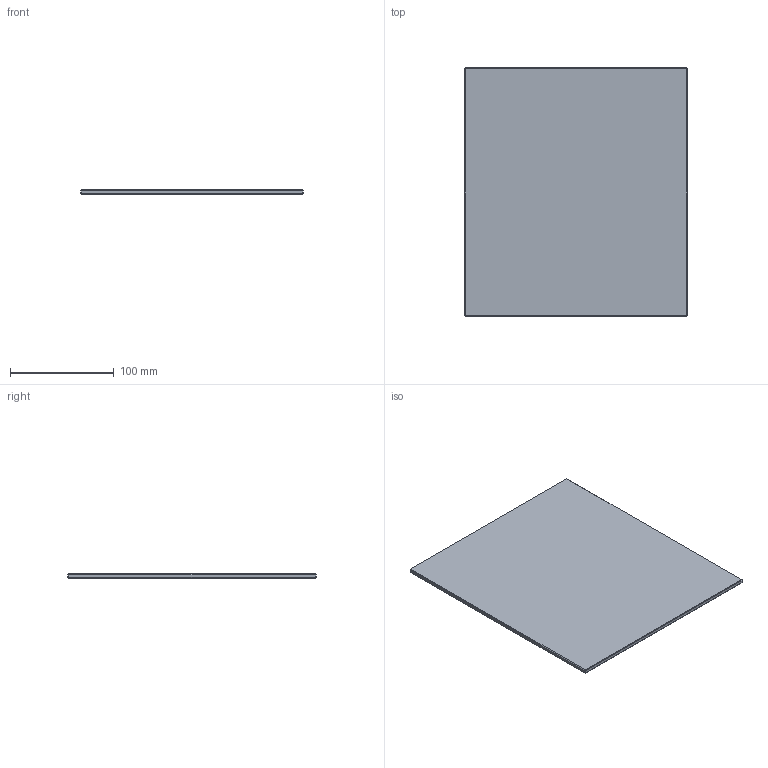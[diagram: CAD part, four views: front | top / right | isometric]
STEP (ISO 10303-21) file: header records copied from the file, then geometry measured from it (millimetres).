
FILE_DESCRIPTION((''),'2;1');
FILE_NAME('VERTEX GLASS BUILD PANEL.stp','2015-01-29T11:43:34',('jge'),(''),'Autodesk Inventor 2012','Autodesk Inventor 2012','');
FILE_SCHEMA(('AUTOMOTIVE_DESIGN { 1 0 10303 214 1 1 1 1 }'));
Length unit declared in the file: millimetre
Products named in the file (1): GLASS PLATE
Bounding box: 215 x 240 x 4 mm (x, y, z)
Volume: 205885.9 mm3; surface area: 106031.7 mm2
Topology: 1 solids, 1 shells, 26 faces, 48 edges, 24 vertices
Faces by surface type: plane 26
Entity records: 626 total; most frequent: DIRECTION 102, CARTESIAN_POINT 99, ORIENTED_EDGE 96, VECTOR 48, LINE 48, EDGE_CURVE 48, AXIS2_PLACEMENT_3D 27, PLANE 26
